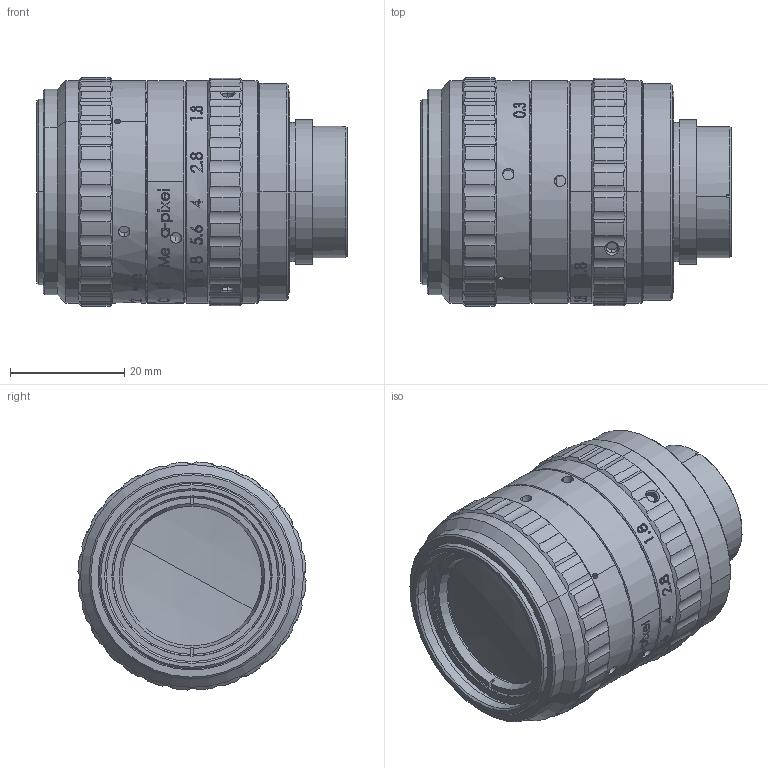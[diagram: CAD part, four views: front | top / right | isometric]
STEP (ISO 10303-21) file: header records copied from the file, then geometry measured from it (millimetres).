
FILE_DESCRIPTION (( 'STEP AP203' ), '1' );
FILE_NAME ('装配体1.STEP', '2022-03-17T09:41:24', ( '微软用户' ), ( '微软中国' ), 'SwSTEP 2.0', 'SolidWorks 2014', '' );
FILE_SCHEMA (( 'CONFIG_CONTROL_DESIGN' ));
Length unit declared in the file: millimetre
Products named in the file (1): 蚾饜极1
Bounding box: 54.27 x 39.91 x 39.91 mm (x, y, z)
Surface area: 18742.1 mm2 (no closed solid volume)
Topology: 0 solids, 32 shells, 610 faces, 2406 edges, 1757 vertices
Faces by surface type: cylinder 305, bspline 162, plane 99, cone 40, sphere 4
Entity records: 51690 total; most frequent: CARTESIAN_POINT 34596, ORIENTED_EDGE 3680, DIRECTION 2532, EDGE_CURVE 2406, VERTEX_POINT 1757, B_SPLINE_CURVE_WITH_KNOTS 1320, AXIS2_PLACEMENT_3D 997, EDGE_LOOP 723
